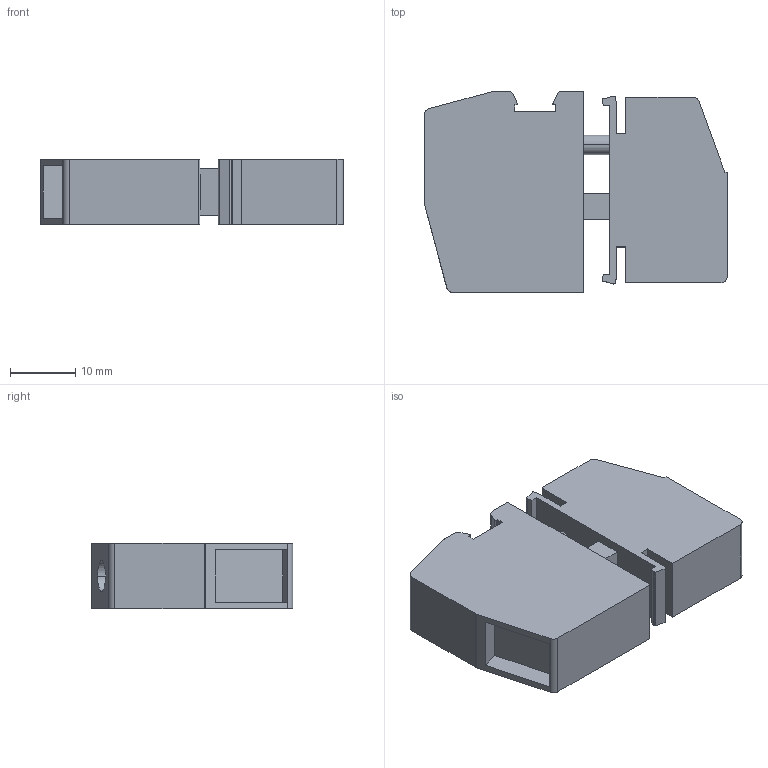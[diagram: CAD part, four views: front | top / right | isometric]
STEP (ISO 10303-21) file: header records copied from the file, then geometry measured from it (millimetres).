
FILE_DESCRIPTION(('SolidDesigner STEP Export'),'2;1');
FILE_NAME('0709754_hdfk_10Z_select.stp','2008-10-21T10:24:58',(''),(''),'OneSpace Designer STEP processor for AP214 (Solid Model)','OneSpace Designer 14.50 18-Oct-2006 (C) CoCreate Software GmbH','');
FILE_SCHEMA(('AUTOMOTIVE_DESIGN { 1 0 10303 214 1 1 1 1 }'));
Length unit declared in the file: millimetre
Products named in the file (2): 0709754_hdfk_10Z_select
Assembly tree (1 placements, depth 2):
  0709754_hdfk_10Z_select
    0709754_hdfk_10Z_select
Bounding box: 46.55 x 31 x 10.1 mm (x, y, z)
Volume: 11354.6 mm3; surface area: 4996.3 mm2
Topology: 1 solids, 1 shells, 87 faces, 237 edges, 158 vertices
Faces by surface type: plane 58, cylinder 29
Entity records: 3376 total; most frequent: ORIENTED_EDGE 474, CARTESIAN_POINT 460, DIRECTION 427, EDGE_CURVE 237, VECTOR 177, LINE 177, VERTEX_POINT 158, AXIS2_PLACEMENT_3D 125
